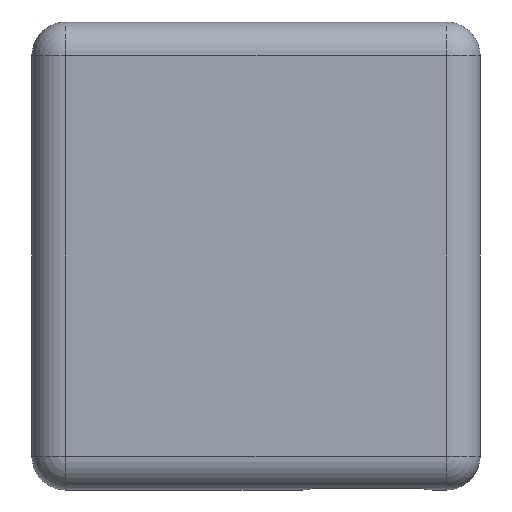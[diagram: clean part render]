
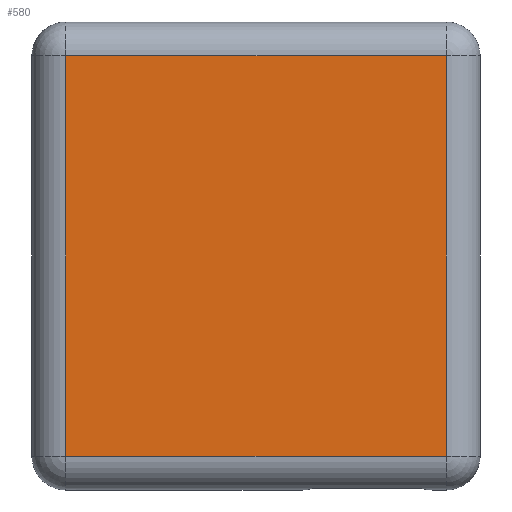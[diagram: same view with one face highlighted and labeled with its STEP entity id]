
A CAD part, front view. The second image highlights one B-rep face of the part: STEP entity #580.
In plain terms, the highlighted planar face has unit normal (0, -1, 0).
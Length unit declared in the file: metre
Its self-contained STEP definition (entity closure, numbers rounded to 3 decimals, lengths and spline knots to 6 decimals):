
#155=ORIENTED_EDGE('',*,*,#281,.T.);
#156=ORIENTED_EDGE('',*,*,#282,.T.);
#157=ORIENTED_EDGE('',*,*,#283,.T.);
#158=ORIENTED_EDGE('',*,*,#284,.T.);
#281=EDGE_CURVE('',#343,#344,#399,.F.);
#282=EDGE_CURVE('',#344,#345,#400,.F.);
#283=EDGE_CURVE('',#345,#346,#401,.T.);
#284=EDGE_CURVE('',#346,#343,#402,.T.);
#343=VERTEX_POINT('',#984);
#344=VERTEX_POINT('',#985);
#345=VERTEX_POINT('',#987);
#346=VERTEX_POINT('',#989);
#399=LINE('',#983,#447);
#400=LINE('',#986,#448);
#401=LINE('',#988,#449);
#402=LINE('',#990,#450);
#447=VECTOR('',#789,1.);
#448=VECTOR('',#790,1.);
#449=VECTOR('',#791,1.);
#450=VECTOR('',#792,1.);
#473=EDGE_LOOP('',(#155,#156,#157,#158));
#519=FACE_BOUND('',#473,.T.);
#561=PLANE('',#645);
#580=ADVANCED_FACE('',(#519),#561,.F.);
#645=AXIS2_PLACEMENT_3D('',#982,#787,#788);
#787=DIRECTION('',(0.,1.,0.));
#788=DIRECTION('',(1.,0.,0.));
#789=DIRECTION('',(1.,0.,0.));
#790=DIRECTION('',(0.,0.,1.));
#791=DIRECTION('',(1.,0.,0.));
#792=DIRECTION('',(0.,0.,1.));
#982=CARTESIAN_POINT('',(0.,0.,0.));
#983=CARTESIAN_POINT('',(0.,0.,0.0354));
#984=CARTESIAN_POINT('',(0.03365,0.,0.0354));
#985=CARTESIAN_POINT('',(-0.03365,0.,0.0354));
#986=CARTESIAN_POINT('',(-0.03365,0.,0.));
#987=CARTESIAN_POINT('',(-0.03365,0.,-0.0354));
#988=CARTESIAN_POINT('',(0.03365,0.,-0.0354));
#989=CARTESIAN_POINT('',(0.03365,0.,-0.0354));
#990=CARTESIAN_POINT('',(0.03365,0.,0.0354));
